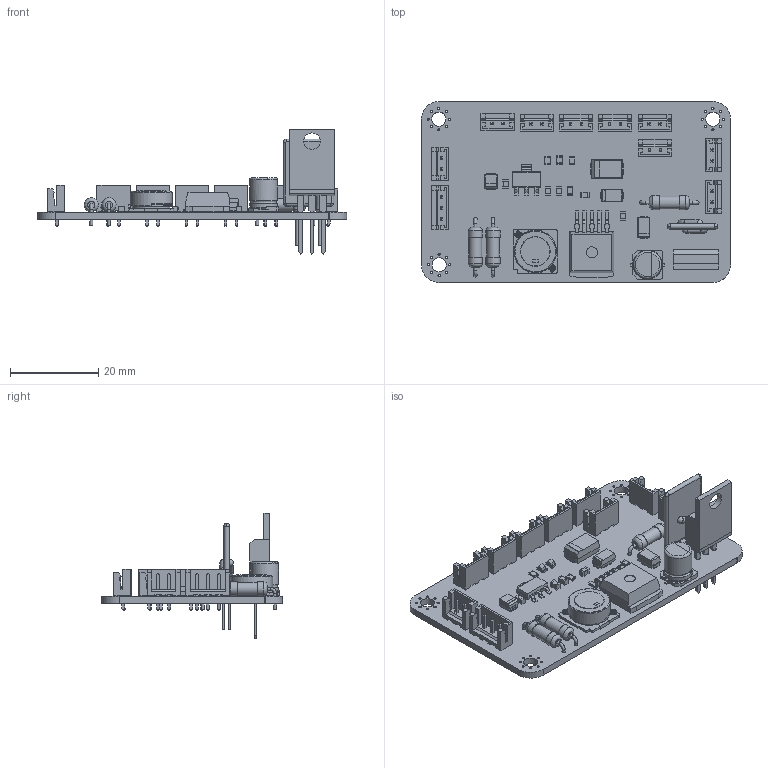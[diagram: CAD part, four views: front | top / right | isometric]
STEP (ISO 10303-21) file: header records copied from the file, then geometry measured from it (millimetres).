
FILE_DESCRIPTION(/* description */ ('KiCad electronic assembly'),/* implementation_level */ '2;1');
FILE_NAME(/* name */ 'PRAMS 2.0 v3.step',/* time_stamp */ '2025-06-11T22:31:57+08:00',/* author */ (''),/* organization */ (''),/* preprocessor_version */ 'ST-DEVELOPER v20.1',/* originating_system */ 'Autodesk Translation Framework v14.10.0.0',/* authorisation */ '');
FILE_SCHEMA (('AUTOMOTIVE_DESIGN { 1 0 10303 214 3 1 1 }'));
Products named in the file (32): PRAMS 2.0 1; JST_EH_B3B-EH-A_1x03_P2.50mm_Vertical; JST_B3B_EH_A; SLF10145T-330M1R6-H; SLF10145T-102MR29-H; CP_EIA-3528-21_Kemet-B; CP_EIA_3528_21_Kemet_B; TO-220-3_Vertical; TO-220-3_Vertical_1; RUEF300; RUEF300-1; CP_EIA-7343-31_Kemet-D; CP_EIA_7343_31_Kemet_D; CP_Elec_6.3x7.7; CP_Elec_63x77; TO-263-5_TabPin3; CQ assembly; SOT-223; SOT_223; PRAMS 2.0_PCB; R_0805_2012Metric; R_0805_2012Metric_1; D_SMA; D_SMA_1; R_Axial_DIN0309_L9.0mm_D3.2mm_P12.70mm_Horizontal; R_Axial_DIN0309_L90mm_D32mm_P1270mm_Horizontal; JST_EH_B2B-EH-A_1x02_P2.50mm_Vertical; JST_B2B_EH_A; C_0805_2012Metric; C_0805_2012Metric_1; LED_0805_2012Metric; LED_0805_2012Metric_1
Assembly tree (48 placements, depth 3):
  PRAMS 2.0 1
    JST_EH_B3B-EH-A_1x03_P2.50mm_Vertical
      JST_B3B_EH_A
    SLF10145T-330M1R6-H
      SLF10145T-102MR29-H
    JST_EH_B2B-EH-A_1x02_P2.50mm_Vertical  x9
      JST_B2B_EH_A
    C_0805_2012Metric  x5
      C_0805_2012Metric_1
    CP_EIA-3528-21_Kemet-B
      CP_EIA_3528_21_Kemet_B
    TO-220-3_Vertical
      TO-220-3_Vertical_1
    D_SMA  x2
      D_SMA_1
    R_0805_2012Metric  x2
      R_0805_2012Metric_1
    R_Axial_DIN0309_L9.0mm_D3.2mm_P12.70mm_Horizontal  x3
      R_Axial_DIN0309_L90mm_D32mm_P1270mm_Horizontal
    RUEF300
      RUEF300-1
    CP_EIA-7343-31_Kemet-D
      CP_EIA_7343_31_Kemet_D
    CP_Elec_6.3x7.7
      CP_Elec_63x77
    TO-263-5_TabPin3
      CQ assembly
    SOT-223
      SOT_223
    LED_0805_2012Metric  x2
      LED_0805_2012Metric_1
    PRAMS 2.0_PCB
Bounding box: 70 x 41 x 28.52 mm (x, y, z)
Volume: 7476.7 mm3; surface area: 12408.9 mm2
Topology: 50 solids, 50 shells, 2075 faces, 5329 edges, 3419 vertices
Faces by surface type: plane 1548, cylinder 292, bspline 198, torus 20, sphere 12, cone 5
Full cylindrical faces by diameter (mm): 0.5 x24, 0.6 x2, 0.7 x12, 0.8 x6, 0.95 x3, 1 x18, 1.01 x2, 1.1 x3, 1.6 x2, 2.5 x1, 2.88 x3, 3.2 x9, 3.735 x1, 6.3 x2, 9.2 x2, 9.6 x1
Entity records: 51301 total; most frequent: CARTESIAN_POINT 22507, ORIENTED_EDGE 5804, DIRECTION 5415, EDGE_CURVE 2902, LINE 1997, VECTOR 1997, VERTEX_POINT 1837, AXIS2_PLACEMENT_3D 1709
